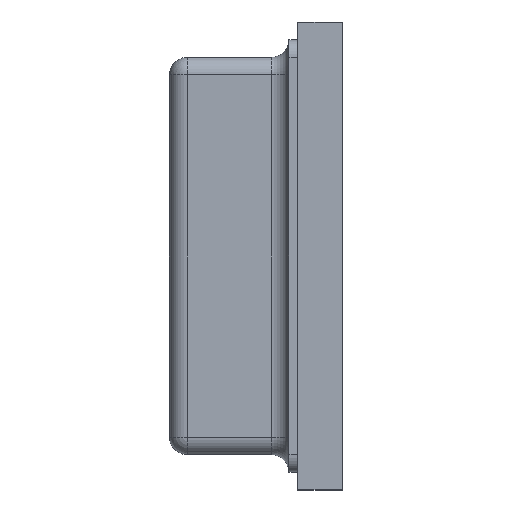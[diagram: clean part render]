
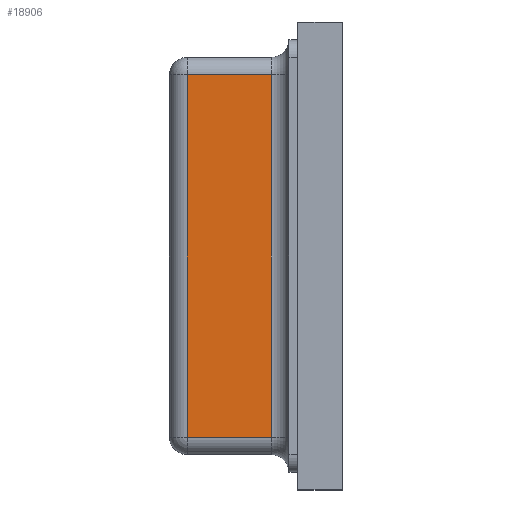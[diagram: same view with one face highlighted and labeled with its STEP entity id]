
A CAD part, left-side view. The second image highlights one B-rep face of the part: STEP entity #18906.
In plain terms, the highlighted planar face has unit normal (-1, 0, 0).
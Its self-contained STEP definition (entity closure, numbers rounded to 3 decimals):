
#202 = EDGE_LOOP ( 'NONE', ( #16114, #18646, #4297, #14446 ) ) ;
#545 = EDGE_CURVE ( 'NONE', #9497, #12629, #13753, .T. ) ;
#1569 = AXIS2_PLACEMENT_3D ( 'NONE', #7719, #8090, #4815 ) ;
#2642 = CARTESIAN_POINT ( 'NONE',  ( -1.55, 0.98, -1.025 ) ) ;
#3423 = VERTEX_POINT ( 'NONE', #18167 ) ;
#4297 = ORIENTED_EDGE ( 'NONE', *, *, #545, .F. ) ;
#4558 = DIRECTION ( 'NONE',  ( 0., 0., -1. ) ) ;
#4815 = DIRECTION ( 'NONE',  ( 0., 0., -1. ) ) ;
#5361 = DIRECTION ( 'NONE',  ( 0., -1., 0. ) ) ;
#5939 = VERTEX_POINT ( 'NONE', #16509 ) ;
#7552 = LINE ( 'NONE', #14829, #11134 ) ;
#7651 = DIRECTION ( 'NONE',  ( 0., -1., 0. ) ) ;
#7719 = CARTESIAN_POINT ( 'NONE',  ( -1.55, 0.98, -1.025 ) ) ;
#7941 = VECTOR ( 'NONE', #5361, 1000. ) ;
#8090 = DIRECTION ( 'NONE',  ( 1., 0., 0. ) ) ;
#8892 = CARTESIAN_POINT ( 'NONE',  ( -1.55, 0.98, 1.025 ) ) ;
#9497 = VERTEX_POINT ( 'NONE', #14072 ) ;
#10803 = PLANE ( 'NONE',  #1569 ) ;
#11134 = VECTOR ( 'NONE', #4558, 1000. ) ;
#11644 = VECTOR ( 'NONE', #7651, 1000. ) ;
#12629 = VERTEX_POINT ( 'NONE', #14574 ) ;
#12636 = LINE ( 'NONE', #2642, #7941 ) ;
#13080 = EDGE_CURVE ( 'NONE', #3423, #12629, #17495, .T. ) ;
#13155 = VECTOR ( 'NONE', #16051, 1000. ) ;
#13723 = FACE_OUTER_BOUND ( 'NONE', #202, .T. ) ;
#13753 = LINE ( 'NONE', #8892, #11644 ) ;
#14072 = CARTESIAN_POINT ( 'NONE',  ( -1.55, 0.88, 1.025 ) ) ;
#14395 = EDGE_CURVE ( 'NONE', #5939, #3423, #12636, .T. ) ;
#14446 = ORIENTED_EDGE ( 'NONE', *, *, #18561, .T. ) ;
#14574 = CARTESIAN_POINT ( 'NONE',  ( -1.55, 0.404, 1.025 ) ) ;
#14829 = CARTESIAN_POINT ( 'NONE',  ( -1.55, 0.88, -1.025 ) ) ;
#14894 = CARTESIAN_POINT ( 'NONE',  ( -1.55, 0.404, 1.025 ) ) ;
#16051 = DIRECTION ( 'NONE',  ( 0., 0., 1. ) ) ;
#16114 = ORIENTED_EDGE ( 'NONE', *, *, #14395, .T. ) ;
#16509 = CARTESIAN_POINT ( 'NONE',  ( -1.55, 0.88, -1.025 ) ) ;
#17495 = LINE ( 'NONE', #14894, #13155 ) ;
#18167 = CARTESIAN_POINT ( 'NONE',  ( -1.55, 0.404, -1.025 ) ) ;
#18561 = EDGE_CURVE ( 'NONE', #9497, #5939, #7552, .T. ) ;
#18646 = ORIENTED_EDGE ( 'NONE', *, *, #13080, .T. ) ;
#18906 = ADVANCED_FACE ( 'NONE', ( #13723 ), #10803, .F. ) ;
